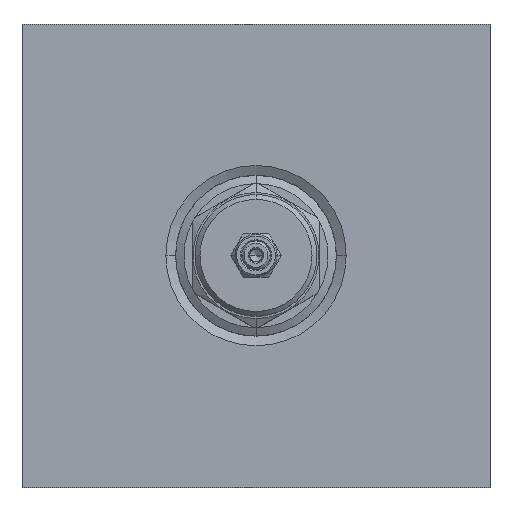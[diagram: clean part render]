
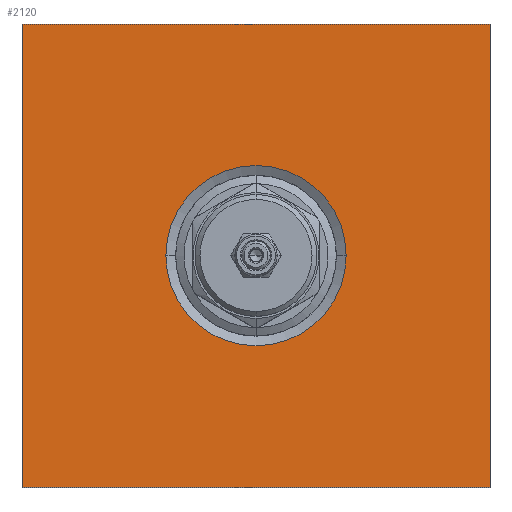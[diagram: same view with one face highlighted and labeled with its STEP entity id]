
A CAD part, top view. The second image highlights one B-rep face of the part: STEP entity #2120.
In plain terms, the highlighted planar face has unit normal (0, 0, 1).
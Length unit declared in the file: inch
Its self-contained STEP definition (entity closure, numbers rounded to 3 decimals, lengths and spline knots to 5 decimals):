
#163=DIRECTION('',(0.,-1.,0.));
#164=VECTOR('',#163,5.938);
#165=CARTESIAN_POINT('',(0.,0.,5.438));
#166=LINE('',#165,#164);
#167=DIRECTION('',(-1.,0.,0.));
#168=VECTOR('',#167,6.);
#169=CARTESIAN_POINT('',(6.,0.,5.438));
#170=LINE('',#169,#168);
#171=DIRECTION('',(0.,1.,0.));
#172=VECTOR('',#171,5.938);
#173=CARTESIAN_POINT('',(6.,-5.938,5.438));
#174=LINE('',#173,#172);
#175=DIRECTION('',(1.,0.,0.));
#176=VECTOR('',#175,6.);
#177=CARTESIAN_POINT('',(0.,-5.938,5.438));
#178=LINE('',#177,#176);
#179=CARTESIAN_POINT('',(3.,-2.969,5.438));
#180=DIRECTION('',(0.,0.,-1.));
#181=DIRECTION('',(-1.,0.,0.));
#182=AXIS2_PLACEMENT_3D('',#179,#180,#181);
#184=CARTESIAN_POINT('',(3.,-2.969,5.438));
#185=DIRECTION('',(0.,0.,-1.));
#186=DIRECTION('',(1.,0.,0.));
#187=AXIS2_PLACEMENT_3D('',#184,#185,#186);
#1631=CARTESIAN_POINT('',(0.,0.,5.438));
#1632=CARTESIAN_POINT('',(0.,-5.938,5.438));
#1633=VERTEX_POINT('',#1631);
#1634=VERTEX_POINT('',#1632);
#1635=CARTESIAN_POINT('',(6.,-5.938,5.438));
#1636=VERTEX_POINT('',#1635);
#1637=CARTESIAN_POINT('',(6.,0.,5.438));
#1638=VERTEX_POINT('',#1637);
#1687=CARTESIAN_POINT('',(1.844,-2.969,5.438));
#1688=CARTESIAN_POINT('',(4.156,-2.969,5.438));
#1689=VERTEX_POINT('',#1687);
#1690=VERTEX_POINT('',#1688);
#2103=CARTESIAN_POINT('',(0.,0.,5.438));
#2104=DIRECTION('',(0.,0.,1.));
#2105=DIRECTION('',(1.,0.,0.));
#2106=AXIS2_PLACEMENT_3D('',#2103,#2104,#2105);
#2107=PLANE('',#2106);
#2108=ORIENTED_EDGE('',*,*,#2007,.F.);
#2109=ORIENTED_EDGE('',*,*,#2022,.F.);
#2110=ORIENTED_EDGE('',*,*,#2066,.F.);
#2111=ORIENTED_EDGE('',*,*,#2091,.F.);
#2112=EDGE_LOOP('',(#2108,#2109,#2110,#2111));
#2113=FACE_OUTER_BOUND('',#2112,.F.);
#2115=ORIENTED_EDGE('',*,*,#2114,.F.);
#2117=ORIENTED_EDGE('',*,*,#2116,.F.);
#2118=EDGE_LOOP('',(#2115,#2117));
#2119=FACE_BOUND('',#2118,.F.);
#2120=ADVANCED_FACE('',(#2113,#2119),#2107,.T.);
#183=CIRCLE('',#182,1.156);
#188=CIRCLE('',#187,1.156);
#2007=EDGE_CURVE('',#1633,#1634,#166,.T.);
#2022=EDGE_CURVE('',#1638,#1633,#170,.T.);
#2066=EDGE_CURVE('',#1636,#1638,#174,.T.);
#2091=EDGE_CURVE('',#1634,#1636,#178,.T.);
#2114=EDGE_CURVE('',#1689,#1690,#183,.T.);
#2116=EDGE_CURVE('',#1690,#1689,#188,.T.);
